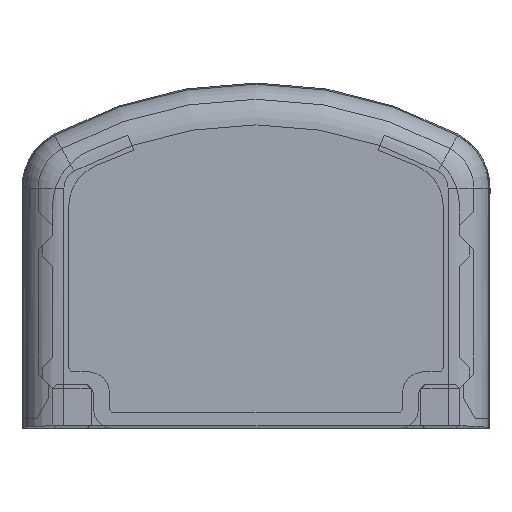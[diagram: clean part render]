
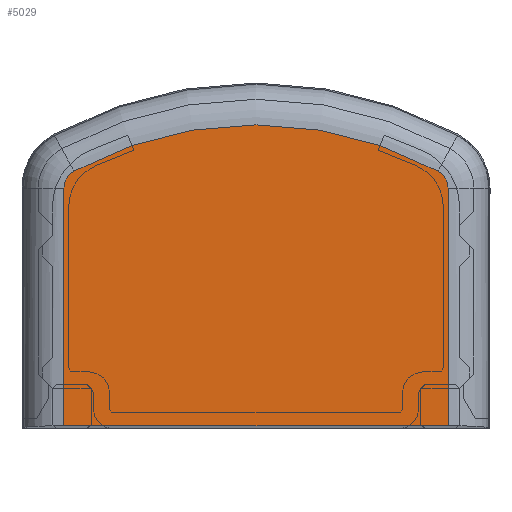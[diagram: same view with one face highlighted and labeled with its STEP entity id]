
A CAD part, left-side view. The second image highlights one B-rep face of the part: STEP entity #5029.
In plain terms, the highlighted face is planar.
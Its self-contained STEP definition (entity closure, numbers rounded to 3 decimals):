
#60 = CARTESIAN_POINT ( 'NONE',  ( 0., -3.8, 3. ) ) ;
#64 = CIRCLE ( 'NONE', #591, 18.745 ) ;
#79 = ORIENTED_EDGE ( 'NONE', *, *, #4589, .T. ) ;
#82 = DIRECTION ( 'NONE',  ( -1., 0., 0. ) ) ;
#160 = DIRECTION ( 'NONE',  ( 0., 0., 1. ) ) ;
#169 = DIRECTION ( 'NONE',  ( 0., 0., 1. ) ) ;
#180 = ORIENTED_EDGE ( 'NONE', *, *, #1552, .T. ) ;
#307 = CARTESIAN_POINT ( 'NONE',  ( 8.5, 11.839, 3. ) ) ;
#565 = LINE ( 'NONE', #2213, #3649 ) ;
#591 = AXIS2_PLACEMENT_3D ( 'NONE', #60, #169, #953 ) ;
#708 = AXIS2_PLACEMENT_3D ( 'NONE', #3617, #5143, #951 ) ;
#713 = DIRECTION ( 'NONE',  ( -1., 0., 0. ) ) ;
#785 = VERTEX_POINT ( 'NONE', #1857 ) ;
#802 = VECTOR ( 'NONE', #4689, 1000. ) ;
#856 = VERTEX_POINT ( 'NONE', #5240 ) ;
#870 = EDGE_CURVE ( 'NONE', #2084, #856, #565, .T. ) ;
#951 = DIRECTION ( 'NONE',  ( -1., 0., 0. ) ) ;
#953 = DIRECTION ( 'NONE',  ( -1., 0., 0. ) ) ;
#1430 = ORIENTED_EDGE ( 'NONE', *, *, #870, .T. ) ;
#1529 = EDGE_CURVE ( 'NONE', #4269, #2084, #3009, .T. ) ;
#1552 = EDGE_CURVE ( 'NONE', #785, #2313, #3864, .T. ) ;
#1857 = CARTESIAN_POINT ( 'NONE',  ( -8.951, 12.67, 3. ) ) ;
#1897 = CARTESIAN_POINT ( 'NONE',  ( -9.445, 0.157, 3. ) ) ;
#2084 = VERTEX_POINT ( 'NONE', #4654 ) ;
#2146 = CARTESIAN_POINT ( 'NONE',  ( 8.5, 11.839, 3. ) ) ;
#2194 = CARTESIAN_POINT ( 'NONE',  ( 8.5, 0.157, 3. ) ) ;
#2213 = CARTESIAN_POINT ( 'NONE',  ( 9.445, 11.839, 3. ) ) ;
#2313 = VERTEX_POINT ( 'NONE', #2806 ) ;
#2320 = CIRCLE ( 'NONE', #3330, 0.945 ) ;
#2483 = DIRECTION ( 'NONE',  ( 0., -1., 0. ) ) ;
#2717 = ORIENTED_EDGE ( 'NONE', *, *, #2878, .T. ) ;
#2806 = CARTESIAN_POINT ( 'NONE',  ( -9.445, 11.839, 3. ) ) ;
#2865 = VECTOR ( 'NONE', #2483, 1000. ) ;
#2878 = EDGE_CURVE ( 'NONE', #2313, #4269, #3275, .T. ) ;
#3009 = LINE ( 'NONE', #2194, #802 ) ;
#3043 = EDGE_CURVE ( 'NONE', #4198, #785, #64, .T. ) ;
#3126 = DIRECTION ( 'NONE',  ( 0., 0., -1. ) ) ;
#3179 = PLANE ( 'NONE',  #4777 ) ;
#3275 = LINE ( 'NONE', #4128, #2865 ) ;
#3330 = AXIS2_PLACEMENT_3D ( 'NONE', #2146, #160, #82 ) ;
#3387 = ORIENTED_EDGE ( 'NONE', *, *, #3043, .T. ) ;
#3540 = FACE_OUTER_BOUND ( 'NONE', #5389, .T. ) ;
#3617 = CARTESIAN_POINT ( 'NONE',  ( -8.5, 11.839, 3. ) ) ;
#3649 = VECTOR ( 'NONE', #3918, 1000. ) ;
#3864 = CIRCLE ( 'NONE', #708, 0.945 ) ;
#3918 = DIRECTION ( 'NONE',  ( 0., 1., 0. ) ) ;
#4128 = CARTESIAN_POINT ( 'NONE',  ( -9.445, 11.839, 3. ) ) ;
#4198 = VERTEX_POINT ( 'NONE', #4744 ) ;
#4207 = ORIENTED_EDGE ( 'NONE', *, *, #1529, .T. ) ;
#4269 = VERTEX_POINT ( 'NONE', #1897 ) ;
#4589 = EDGE_CURVE ( 'NONE', #856, #4198, #2320, .T. ) ;
#4654 = CARTESIAN_POINT ( 'NONE',  ( 9.445, 0.157, 3. ) ) ;
#4689 = DIRECTION ( 'NONE',  ( 1., 0., 0. ) ) ;
#4744 = CARTESIAN_POINT ( 'NONE',  ( 8.951, 12.67, 3. ) ) ;
#4777 = AXIS2_PLACEMENT_3D ( 'NONE', #307, #3126, #713 ) ;
#5029 = ADVANCED_FACE ( 'NONE', ( #3540 ), #3179, .F. ) ;
#5143 = DIRECTION ( 'NONE',  ( 0., 0., 1. ) ) ;
#5240 = CARTESIAN_POINT ( 'NONE',  ( 9.445, 11.839, 3. ) ) ;
#5389 = EDGE_LOOP ( 'NONE', ( #4207, #1430, #79, #3387, #180, #2717 ) ) ;
